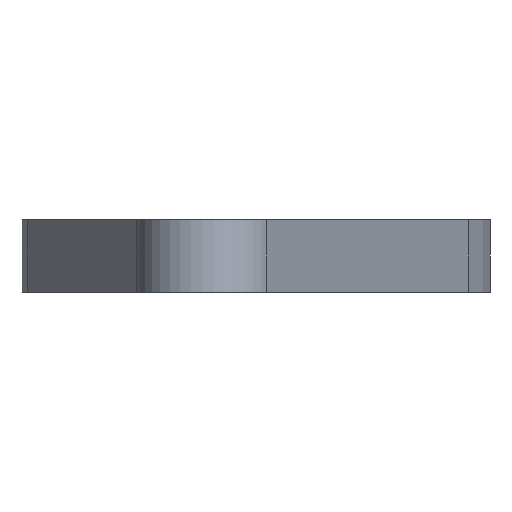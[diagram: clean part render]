
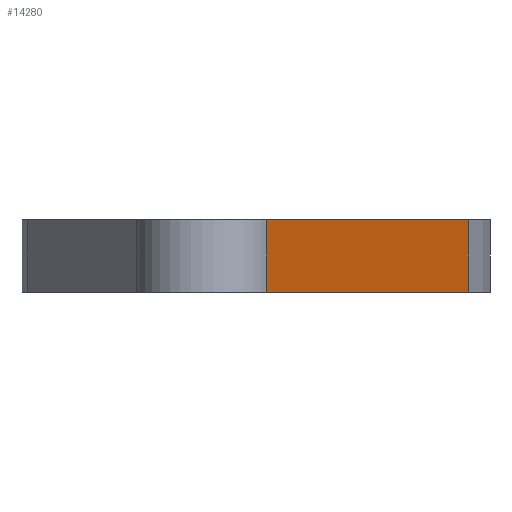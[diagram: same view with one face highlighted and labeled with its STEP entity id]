
A CAD part, left-side view. The second image highlights one B-rep face of the part: STEP entity #14280.
In plain terms, the highlighted planar face has unit normal (-0.422, -0.907, 0).
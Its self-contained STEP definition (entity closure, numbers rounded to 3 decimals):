
#2591=ORIENTED_EDGE('',*,*,#5838,.T.);
#2592=ORIENTED_EDGE('',*,*,#5834,.F.);
#2593=ORIENTED_EDGE('',*,*,#5835,.F.);
#2594=ORIENTED_EDGE('',*,*,#4645,.T.);
#4645=EDGE_CURVE('',#6317,#6316,#7429,.T.);
#5834=EDGE_CURVE('',#7423,#7420,#7767,.T.);
#5835=EDGE_CURVE('',#6317,#7423,#7768,.T.);
#5838=EDGE_CURVE('',#6316,#7420,#7771,.T.);
#6316=VERTEX_POINT('',#19842);
#6317=VERTEX_POINT('',#19844);
#7420=VERTEX_POINT('',#22199);
#7423=VERTEX_POINT('',#22204);
#7429=LINE('',#19843,#8248);
#7767=LINE('',#22205,#8586);
#7768=LINE('',#22207,#8587);
#7771=LINE('',#22212,#8590);
#8248=VECTOR('',#16213,1000.);
#8586=VECTOR('',#18321,1000.);
#8587=VECTOR('',#18324,1000.);
#8590=VECTOR('',#18331,1000.);
#9111=EDGE_LOOP('',(#2591,#2592,#2593,#2594));
#9672=FACE_BOUND('',#9111,.T.);
#10227=PLANE('',#15688);
#14280=ADVANCED_FACE('',(#9672),#10227,.T.);
#15688=AXIS2_PLACEMENT_3D('',#22213,#18332,#18333);
#16213=DIRECTION('',(0.907,-0.422,0.));
#18321=DIRECTION('',(0.907,-0.422,0.));
#18324=DIRECTION('',(0.,0.,1.));
#18331=DIRECTION('',(0.,0.,1.));
#18332=DIRECTION('',(-0.422,-0.907,0.));
#18333=DIRECTION('',(0.907,-0.422,0.));
#19842=CARTESIAN_POINT('',(-7.13,-18.504,-3.));
#19843=CARTESIAN_POINT('',(-43.321,-1.661,-3.));
#19844=CARTESIAN_POINT('',(-43.321,-1.661,-3.));
#22199=CARTESIAN_POINT('',(-7.13,-18.504,3.));
#22204=CARTESIAN_POINT('',(-43.321,-1.661,3.));
#22205=CARTESIAN_POINT('',(-43.321,-1.661,3.));
#22207=CARTESIAN_POINT('',(-43.321,-1.661,-3.));
#22212=CARTESIAN_POINT('',(-7.13,-18.504,-3.));
#22213=CARTESIAN_POINT('',(-43.321,-1.661,-3.));
